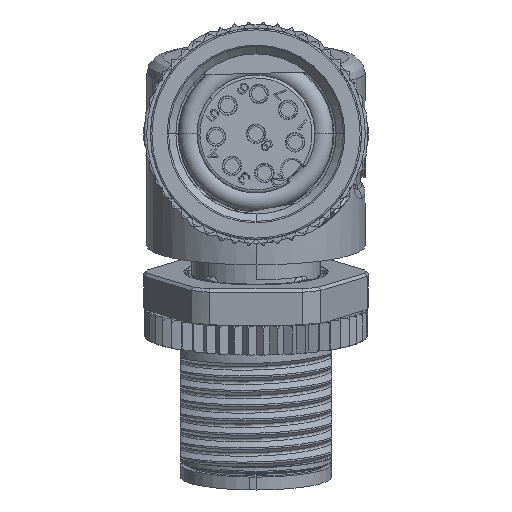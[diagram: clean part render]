
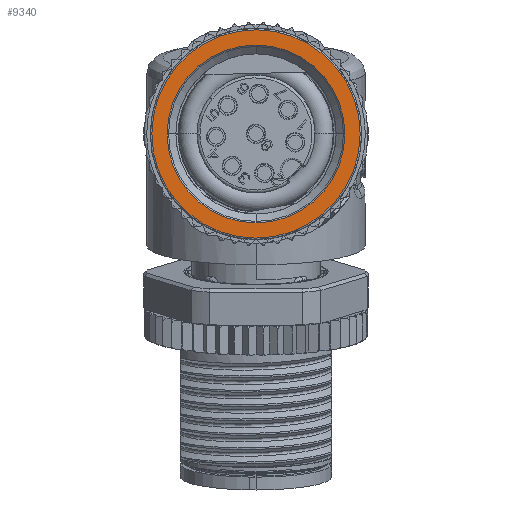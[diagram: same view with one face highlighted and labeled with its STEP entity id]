
A CAD part, front view. The second image highlights one B-rep face of the part: STEP entity #9340.
In plain terms, the highlighted planar face has unit normal (0, -1, 0).
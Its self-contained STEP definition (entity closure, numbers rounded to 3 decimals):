
#9340=ADVANCED_FACE('',(#18887,#18888),#18889,.T.);
#18887=FACE_OUTER_BOUND('',#41887,.T.);
#18888=FACE_BOUND('',#41888,.T.);
#18889=PLANE('',#41889);
#41887=EDGE_LOOP('',(#75317,#75318,#75319,#75320));
#41888=EDGE_LOOP('',(#75321,#75322,#75323,#75324));
#41889=AXIS2_PLACEMENT_3D('',#75325,#75326,#75327);
#75317=ORIENTED_EDGE('',*,*,#87433,.F.);
#75318=ORIENTED_EDGE('',*,*,#85832,.F.);
#75319=ORIENTED_EDGE('',*,*,#87431,.F.);
#75320=ORIENTED_EDGE('',*,*,#85837,.F.);
#75321=ORIENTED_EDGE('',*,*,#87441,.F.);
#75322=ORIENTED_EDGE('',*,*,#85815,.F.);
#75323=ORIENTED_EDGE('',*,*,#85822,.F.);
#75324=ORIENTED_EDGE('',*,*,#87442,.F.);
#75325=CARTESIAN_POINT('',(0.0,-12.4,0.0));
#75326=DIRECTION('',(0.0,-1.0,0.0));
#75327=DIRECTION('',(1.0,0.0,0.0));
#85815=EDGE_CURVE('',#101627,#101625,#101629,.T.);
#85822=EDGE_CURVE('',#101637,#101627,#101639,.T.);
#85832=EDGE_CURVE('',#101655,#101651,#101657,.T.);
#85837=EDGE_CURVE('',#101664,#101660,#101666,.T.);
#87431=EDGE_CURVE('',#101660,#101655,#103956,.T.);
#87433=EDGE_CURVE('',#101651,#101664,#103958,.T.);
#87441=EDGE_CURVE('',#101625,#103967,#103968,.T.);
#87442=EDGE_CURVE('',#103967,#101637,#103969,.T.);
#101625=VERTEX_POINT('',#130543);
#101627=VERTEX_POINT('',#130546);
#101629=CIRCLE('',#130549,6.1);
#101637=VERTEX_POINT('',#130558);
#101639=CIRCLE('',#130561,6.1);
#101651=VERTEX_POINT('',#130573);
#101655=VERTEX_POINT('',#130577);
#101657=CIRCLE('',#130579,7.15);
#101660=VERTEX_POINT('',#130582);
#101664=VERTEX_POINT('',#130586);
#101666=CIRCLE('',#130588,7.15);
#103956=CIRCLE('',#135787,7.15);
#103958=CIRCLE('',#135789,7.15);
#103967=VERTEX_POINT('',#135800);
#103968=CIRCLE('',#135801,6.1);
#103969=CIRCLE('',#135802,6.1);
#130543=CARTESIAN_POINT('',(0.0,-12.4,6.1));
#130546=CARTESIAN_POINT('',(6.1,-12.4,0.0));
#130549=AXIS2_PLACEMENT_3D('',#148867,#148868,#148869);
#130558=CARTESIAN_POINT('',(0.0,-12.4,-6.1));
#130561=AXIS2_PLACEMENT_3D('',#148878,#148879,#148880);
#130573=CARTESIAN_POINT('',(-7.15,-12.4,0.052));
#130577=CARTESIAN_POINT('',(-7.15,-12.4,0.0));
#130579=AXIS2_PLACEMENT_3D('',#148902,#148903,#148904);
#130582=CARTESIAN_POINT('',(7.15,-12.4,-0.052));
#130586=CARTESIAN_POINT('',(7.15,-12.4,0.0));
#130588=AXIS2_PLACEMENT_3D('',#148914,#148915,#148916);
#135787=AXIS2_PLACEMENT_3D('',#150815,#150816,#150817);
#135789=AXIS2_PLACEMENT_3D('',#150818,#150819,#150820);
#135800=CARTESIAN_POINT('',(-6.1,-12.4,0.0));
#135801=AXIS2_PLACEMENT_3D('',#150829,#150830,#150831);
#135802=AXIS2_PLACEMENT_3D('',#150832,#150833,#150834);
#148867=CARTESIAN_POINT('',(0.0,-12.4,0.0));
#148868=DIRECTION('',(0.0,-1.0,0.0));
#148869=DIRECTION('',(1.0,0.0,0.0));
#148878=CARTESIAN_POINT('',(0.0,-12.4,0.0));
#148879=DIRECTION('',(0.0,-1.0,0.0));
#148880=DIRECTION('',(0.0,0.0,-1.0));
#148902=CARTESIAN_POINT('',(0.0,-12.4,0.0));
#148903=DIRECTION('',(0.0,1.0,0.0));
#148904=DIRECTION('',(-1.0,0.0,0.0));
#148914=CARTESIAN_POINT('',(0.0,-12.4,0.0));
#148915=DIRECTION('',(-0.0,1.0,0.0));
#148916=DIRECTION('',(1.0,0.0,0.0));
#150815=CARTESIAN_POINT('',(0.0,-12.4,0.0));
#150816=DIRECTION('',(0.0,1.0,0.0));
#150817=DIRECTION('',(1.,0.0,-0.007));
#150818=CARTESIAN_POINT('',(0.0,-12.4,0.0));
#150819=DIRECTION('',(0.0,1.0,0.0));
#150820=DIRECTION('',(-1.,0.0,0.007));
#150829=CARTESIAN_POINT('',(0.0,-12.4,0.0));
#150830=DIRECTION('',(0.0,-1.0,0.0));
#150831=DIRECTION('',(0.0,0.0,1.0));
#150832=CARTESIAN_POINT('',(0.0,-12.4,0.0));
#150833=DIRECTION('',(0.0,-1.0,0.0));
#150834=DIRECTION('',(-1.0,0.0,0.0));
